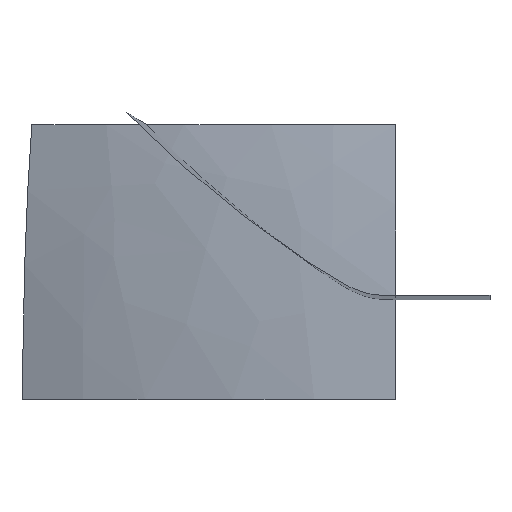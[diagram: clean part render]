
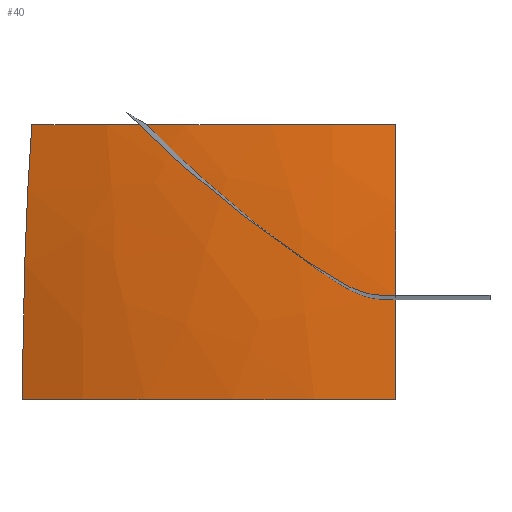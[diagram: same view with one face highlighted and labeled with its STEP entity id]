
A CAD part, front view. The second image highlights one B-rep face of the part: STEP entity #40.
In plain terms, the highlighted free-form (B-spline) face has degree [2, 2] with [3, 3] control points.
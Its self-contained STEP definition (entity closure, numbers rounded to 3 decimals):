
#20=(
BOUNDED_CURVE()
B_SPLINE_CURVE(2,(#239,#240,#241),.UNSPECIFIED.,.F.,.F.)
B_SPLINE_CURVE_WITH_KNOTS((3,3),(0.,41.741),.UNSPECIFIED.)
CURVE()
GEOMETRIC_REPRESENTATION_ITEM()
RATIONAL_B_SPLINE_CURVE((1.,0.977,1.))
REPRESENTATION_ITEM('')
);
#21=(
BOUNDED_CURVE()
B_SPLINE_CURVE(2,(#245,#246,#247),.UNSPECIFIED.,.F.,.F.)
B_SPLINE_CURVE_WITH_KNOTS((3,3),(-41.741,0.),.UNSPECIFIED.)
CURVE()
GEOMETRIC_REPRESENTATION_ITEM()
RATIONAL_B_SPLINE_CURVE((1.,0.977,1.))
REPRESENTATION_ITEM('')
);
#22=(
BOUNDED_SURFACE()
B_SPLINE_SURFACE(2,2,((#226,#227,#228),(#229,#230,#231),(#232,#233,#234)),
 .UNSPECIFIED.,.F.,.F.,.F.)
B_SPLINE_SURFACE_WITH_KNOTS((3,3),(3,3),(-13.017,19.19),
(0.,41.741),.UNSPECIFIED.)
GEOMETRIC_REPRESENTATION_ITEM()
RATIONAL_B_SPLINE_SURFACE(((1.,0.977,1.),(1.,0.977,
1.),(1.,0.977,1.)))
REPRESENTATION_ITEM('')
SURFACE()
);
#40=ADVANCED_FACE('',(#44),#22,.T.);
#44=FACE_OUTER_BOUND('',#48,.T.);
#48=EDGE_LOOP('',(#61,#62,#63,#64));
#61=ORIENTED_EDGE('',*,*,#80,.F.);
#62=ORIENTED_EDGE('',*,*,#79,.F.);
#63=ORIENTED_EDGE('',*,*,#78,.F.);
#64=ORIENTED_EDGE('',*,*,#77,.F.);
#77=EDGE_CURVE('',#107,#108,#20,.T.);
#78=EDGE_CURVE('',#108,#109,#93,.T.);
#79=EDGE_CURVE('',#109,#110,#21,.T.);
#80=EDGE_CURVE('',#110,#107,#94,.T.);
#93=B_SPLINE_CURVE_WITH_KNOTS('',2,(#242,#243,#244),.UNSPECIFIED.,.F.,.F.,
(3,3),(-13.017,19.19),.UNSPECIFIED.);
#94=B_SPLINE_CURVE_WITH_KNOTS('',2,(#248,#249,#250),.UNSPECIFIED.,.F.,.F.,
(3,3),(-19.19,13.017),.UNSPECIFIED.);
#107=VERTEX_POINT('',#235);
#108=VERTEX_POINT('',#236);
#109=VERTEX_POINT('',#237);
#110=VERTEX_POINT('',#238);
#226=CARTESIAN_POINT('',(0.,-96.082,8.437));
#227=CARTESIAN_POINT('',(-21.205,-96.082,8.437));
#228=CARTESIAN_POINT('',(-40.441,-87.157,8.437));
#229=CARTESIAN_POINT('',(0.,-95.698,26.094));
#230=CARTESIAN_POINT('',(-21.12,-95.698,26.094));
#231=CARTESIAN_POINT('',(-40.279,-86.808,26.094));
#232=CARTESIAN_POINT('',(0.,-93.555,38.199));
#233=CARTESIAN_POINT('',(-20.647,-93.555,38.199));
#234=CARTESIAN_POINT('',(-39.377,-84.864,38.199));
#235=CARTESIAN_POINT('',(0.,-96.082,8.437));
#236=CARTESIAN_POINT('',(-40.441,-87.157,8.437));
#237=CARTESIAN_POINT('',(-39.377,-84.864,38.199));
#238=CARTESIAN_POINT('',(0.,-93.555,38.199));
#239=CARTESIAN_POINT('',(0.,-96.082,8.437));
#240=CARTESIAN_POINT('',(-21.205,-96.082,8.437));
#241=CARTESIAN_POINT('',(-40.441,-87.157,8.437));
#242=CARTESIAN_POINT('',(-40.441,-87.157,8.437));
#243=CARTESIAN_POINT('',(-40.279,-86.808,26.094));
#244=CARTESIAN_POINT('',(-39.377,-84.864,38.199));
#245=CARTESIAN_POINT('',(-39.377,-84.864,38.199));
#246=CARTESIAN_POINT('',(-20.647,-93.555,38.199));
#247=CARTESIAN_POINT('',(0.,-93.555,38.199));
#248=CARTESIAN_POINT('',(0.,-93.555,38.199));
#249=CARTESIAN_POINT('',(0.,-95.698,26.094));
#250=CARTESIAN_POINT('',(0.,-96.082,8.437));
